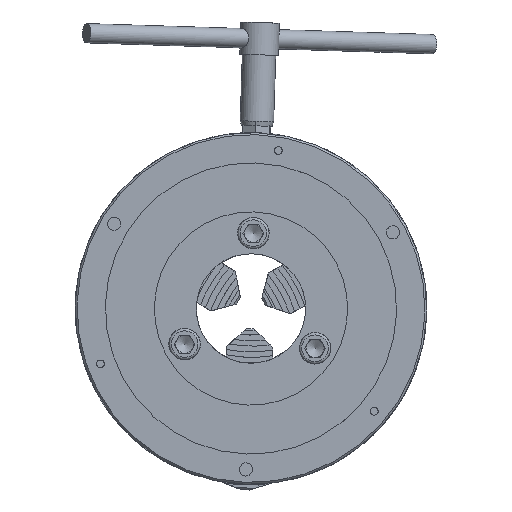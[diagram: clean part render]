
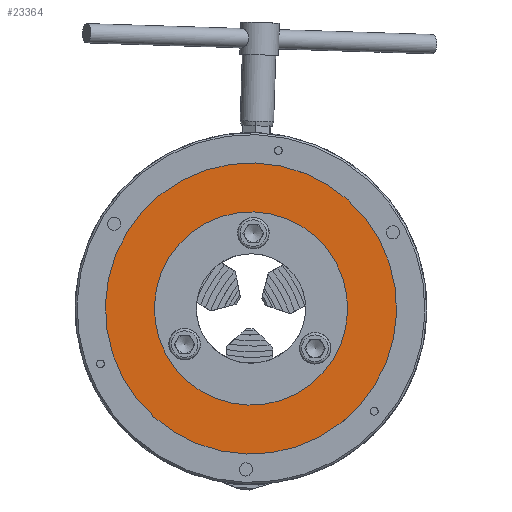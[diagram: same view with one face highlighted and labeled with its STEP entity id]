
A CAD part, left-side view. The second image highlights one B-rep face of the part: STEP entity #23364.
In plain terms, the highlighted planar face has unit normal (-1, 0, 0).
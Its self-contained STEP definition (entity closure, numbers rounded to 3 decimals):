
#846=FACE_BOUND('',#3696,.T.);
#975=CIRCLE('',#24831,75.);
#976=CIRCLE('',#24833,114.95);
#2228=FACE_OUTER_BOUND('',#3695,.T.);
#3695=EDGE_LOOP('',(#15993));
#3696=EDGE_LOOP('',(#15994));
#9330=VERTEX_POINT('',#33591);
#9331=VERTEX_POINT('',#33594);
#11876=EDGE_CURVE('',#9330,#9330,#975,.T.);
#11877=EDGE_CURVE('',#9331,#9331,#976,.T.);
#15993=ORIENTED_EDGE('',*,*,#11877,.F.);
#15994=ORIENTED_EDGE('',*,*,#11876,.T.);
#22806=PLANE('',#24832);
#23364=ADVANCED_FACE('',(#2228,#846),#22806,.T.);
#24831=AXIS2_PLACEMENT_3D('',#33592,#27056,#27057);
#24832=AXIS2_PLACEMENT_3D('',#33593,#27058,#27059);
#24833=AXIS2_PLACEMENT_3D('',#33595,#27060,#27061);
#27056=DIRECTION('center_axis',(1.,0.,0.));
#27057=DIRECTION('ref_axis',(0.,0.,-1.));
#27058=DIRECTION('center_axis',(-1.,0.,0.));
#27059=DIRECTION('ref_axis',(0.,0.,1.));
#27060=DIRECTION('center_axis',(1.,0.,0.));
#27061=DIRECTION('ref_axis',(0.,0.,-1.));
#33591=CARTESIAN_POINT('',(-53.,75.,0.));
#33592=CARTESIAN_POINT('Origin',(-53.,0.,0.));
#33593=CARTESIAN_POINT('Origin',(-53.,114.95,0.));
#33594=CARTESIAN_POINT('',(-53.,114.95,0.));
#33595=CARTESIAN_POINT('Origin',(-53.,0.,0.));
